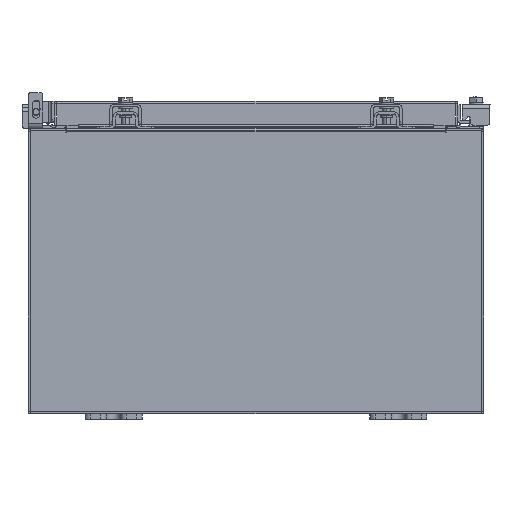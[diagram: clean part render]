
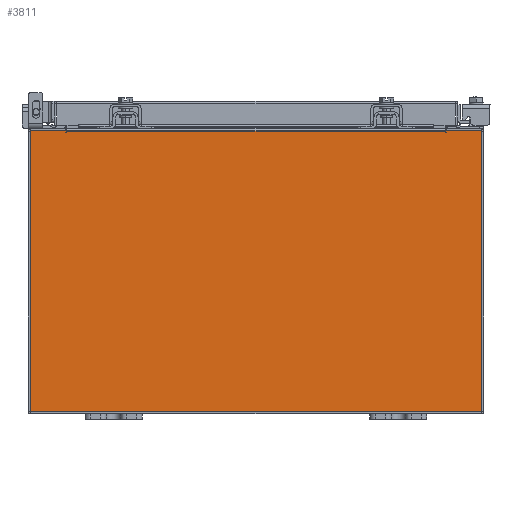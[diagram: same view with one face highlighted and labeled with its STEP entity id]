
A CAD part, front view. The second image highlights one B-rep face of the part: STEP entity #3811.
In plain terms, the highlighted face is planar.
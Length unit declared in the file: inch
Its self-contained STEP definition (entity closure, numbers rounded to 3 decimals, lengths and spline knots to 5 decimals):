
#386 = CARTESIAN_POINT ( 'NONE',  ( -6.6372, 0., 4.9123 ) ) ;
#401 = VERTEX_POINT ( 'NONE', #14988 ) ;
#652 = CARTESIAN_POINT ( 'NONE',  ( -6.67455, 0., 0. ) ) ;
#780 = CARTESIAN_POINT ( 'NONE',  ( -6.6372, 0., 0. ) ) ;
#1121 = EDGE_LOOP ( 'NONE', ( #14240, #17064, #11109, #12434, #5246, #20032, #22043, #17542, #12588, #6784, #18032, #19064 ) ) ;
#1325 = LINE ( 'NONE', #3921, #8959 ) ;
#1757 = VECTOR ( 'NONE', #17258, 39.37008 ) ;
#1784 = CARTESIAN_POINT ( 'NONE',  ( -6.6372, 0., 4.9123 ) ) ;
#1903 = VERTEX_POINT ( 'NONE', #1784 ) ;
#1920 = LINE ( 'NONE', #780, #10615 ) ;
#2267 = LINE ( 'NONE', #10069, #16148 ) ;
#2479 = DIRECTION ( 'NONE',  ( 0., 1., 0. ) ) ;
#2768 = LINE ( 'NONE', #652, #6291 ) ;
#2949 = VECTOR ( 'NONE', #4504, 39.37008 ) ;
#3257 = LINE ( 'NONE', #7690, #16579 ) ;
#3811 = ADVANCED_FACE ( 'NONE', ( #6980 ), #10992, .F. ) ;
#3921 = CARTESIAN_POINT ( 'NONE',  ( 6.6372, 0., 0. ) ) ;
#4300 = CARTESIAN_POINT ( 'NONE',  ( -7.9253, 0., 4.9253 ) ) ;
#4471 = DIRECTION ( 'NONE',  ( 0., 1., 0. ) ) ;
#4504 = DIRECTION ( 'NONE',  ( 1., 0., 0. ) ) ;
#5190 = VERTEX_POINT ( 'NONE', #21370 ) ;
#5246 = ORIENTED_EDGE ( 'NONE', *, *, #19495, .F. ) ;
#5251 = EDGE_CURVE ( 'NONE', #7757, #10380, #12457, .T. ) ;
#5621 = VERTEX_POINT ( 'NONE', #19300 ) ;
#6032 = VERTEX_POINT ( 'NONE', #6116 ) ;
#6116 = CARTESIAN_POINT ( 'NONE',  ( 6.6372, 0., 4.87495 ) ) ;
#6291 = VECTOR ( 'NONE', #7551, 39.37008 ) ;
#6362 = LINE ( 'NONE', #386, #14531 ) ;
#6784 = ORIENTED_EDGE ( 'NONE', *, *, #9424, .T. ) ;
#6980 = FACE_OUTER_BOUND ( 'NONE', #1121, .T. ) ;
#7000 = VERTEX_POINT ( 'NONE', #19370 ) ;
#7517 = EDGE_CURVE ( 'NONE', #10380, #5190, #11548, .T. ) ;
#7551 = DIRECTION ( 'NONE',  ( 0., 0., 1. ) ) ;
#7690 = CARTESIAN_POINT ( 'NONE',  ( -7.9253, 0., 4.9253 ) ) ;
#7757 = VERTEX_POINT ( 'NONE', #12755 ) ;
#8583 = VERTEX_POINT ( 'NONE', #4300 ) ;
#8638 = LINE ( 'NONE', #20063, #2949 ) ;
#8729 = VECTOR ( 'NONE', #11353, 39.37008 ) ;
#8959 = VECTOR ( 'NONE', #10873, 39.37008 ) ;
#8987 = EDGE_CURVE ( 'NONE', #1903, #7000, #6362, .T. ) ;
#9424 = EDGE_CURVE ( 'NONE', #5190, #12625, #2267, .T. ) ;
#9709 = EDGE_CURVE ( 'NONE', #401, #14726, #16957, .T. ) ;
#10069 = CARTESIAN_POINT ( 'NONE',  ( -7.9253, 0., -4.9253 ) ) ;
#10380 = VERTEX_POINT ( 'NONE', #21325 ) ;
#10448 = EDGE_CURVE ( 'NONE', #14726, #15151, #2768, .T. ) ;
#10571 = EDGE_CURVE ( 'NONE', #7757, #5621, #13377, .T. ) ;
#10615 = VECTOR ( 'NONE', #21626, 39.37008 ) ;
#10873 = DIRECTION ( 'NONE',  ( 0., 0., 1. ) ) ;
#10912 = DIRECTION ( 'NONE',  ( 0., 0., -1. ) ) ;
#10973 = DIRECTION ( 'NONE',  ( 0., -1., 0. ) ) ;
#10992 = PLANE ( 'NONE',  #18327 ) ;
#11109 = ORIENTED_EDGE ( 'NONE', *, *, #18329, .F. ) ;
#11136 = CARTESIAN_POINT ( 'NONE',  ( 0., 0., 0. ) ) ;
#11353 = DIRECTION ( 'NONE',  ( 0., 0., -1. ) ) ;
#11548 = LINE ( 'NONE', #17175, #1757 ) ;
#11853 = DIRECTION ( 'NONE',  ( -1., 0., 0. ) ) ;
#12434 = ORIENTED_EDGE ( 'NONE', *, *, #8987, .T. ) ;
#12457 = LINE ( 'NONE', #14608, #21157 ) ;
#12588 = ORIENTED_EDGE ( 'NONE', *, *, #7517, .T. ) ;
#12625 = VERTEX_POINT ( 'NONE', #19818 ) ;
#12746 = CARTESIAN_POINT ( 'NONE',  ( -6.67455, 0., 4.9253 ) ) ;
#12755 = CARTESIAN_POINT ( 'NONE',  ( 6.67455, 0., 4.9253 ) ) ;
#12841 = CARTESIAN_POINT ( 'NONE',  ( -6.67455, 0., 4.87495 ) ) ;
#12919 = CARTESIAN_POINT ( 'NONE',  ( -6.65588, 0., 4.87495 ) ) ;
#13377 = LINE ( 'NONE', #18285, #8729 ) ;
#14240 = ORIENTED_EDGE ( 'NONE', *, *, #10448, .F. ) ;
#14296 = DIRECTION ( 'NONE',  ( 1., 0., 0. ) ) ;
#14531 = VECTOR ( 'NONE', #14296, 39.37008 ) ;
#14608 = CARTESIAN_POINT ( 'NONE',  ( -7.9253, 0., 4.9253 ) ) ;
#14653 = DIRECTION ( 'NONE',  ( 0., 0., -1. ) ) ;
#14726 = VERTEX_POINT ( 'NONE', #12841 ) ;
#14731 = AXIS2_PLACEMENT_3D ( 'NONE', #12919, #2479, #14653 ) ;
#14876 = CARTESIAN_POINT ( 'NONE',  ( 6.65587, 0., 4.87495 ) ) ;
#14988 = CARTESIAN_POINT ( 'NONE',  ( -6.6372, 0., 4.87495 ) ) ;
#15151 = VERTEX_POINT ( 'NONE', #12746 ) ;
#15719 = CIRCLE ( 'NONE', #20514, 0.01868 ) ;
#16148 = VECTOR ( 'NONE', #11853, 39.37008 ) ;
#16579 = VECTOR ( 'NONE', #21615, 39.37008 ) ;
#16612 = DIRECTION ( 'NONE',  ( 0., 0., -1. ) ) ;
#16957 = CIRCLE ( 'NONE', #14731, 0.01868 ) ;
#17064 = ORIENTED_EDGE ( 'NONE', *, *, #9709, .F. ) ;
#17175 = CARTESIAN_POINT ( 'NONE',  ( 7.9253, 0., 4.9253 ) ) ;
#17258 = DIRECTION ( 'NONE',  ( 0., 0., -1. ) ) ;
#17542 = ORIENTED_EDGE ( 'NONE', *, *, #5251, .T. ) ;
#18032 = ORIENTED_EDGE ( 'NONE', *, *, #19612, .T. ) ;
#18285 = CARTESIAN_POINT ( 'NONE',  ( 6.67455, 0., 0. ) ) ;
#18327 = AXIS2_PLACEMENT_3D ( 'NONE', #11136, #10973, #10912 ) ;
#18329 = EDGE_CURVE ( 'NONE', #1903, #401, #1920, .T. ) ;
#19064 = ORIENTED_EDGE ( 'NONE', *, *, #20381, .T. ) ;
#19300 = CARTESIAN_POINT ( 'NONE',  ( 6.67455, 0., 4.87495 ) ) ;
#19370 = CARTESIAN_POINT ( 'NONE',  ( 6.6372, 0., 4.9123 ) ) ;
#19495 = EDGE_CURVE ( 'NONE', #6032, #7000, #1325, .T. ) ;
#19612 = EDGE_CURVE ( 'NONE', #12625, #8583, #3257, .T. ) ;
#19818 = CARTESIAN_POINT ( 'NONE',  ( -7.9253, 0., -4.9253 ) ) ;
#20032 = ORIENTED_EDGE ( 'NONE', *, *, #21088, .F. ) ;
#20063 = CARTESIAN_POINT ( 'NONE',  ( -7.9253, 0., 4.9253 ) ) ;
#20381 = EDGE_CURVE ( 'NONE', #8583, #15151, #8638, .T. ) ;
#20514 = AXIS2_PLACEMENT_3D ( 'NONE', #14876, #4471, #16612 ) ;
#21088 = EDGE_CURVE ( 'NONE', #5621, #6032, #15719, .T. ) ;
#21157 = VECTOR ( 'NONE', #21508, 39.37008 ) ;
#21325 = CARTESIAN_POINT ( 'NONE',  ( 7.9253, 0., 4.9253 ) ) ;
#21370 = CARTESIAN_POINT ( 'NONE',  ( 7.9253, 0., -4.9253 ) ) ;
#21508 = DIRECTION ( 'NONE',  ( 1., 0., 0. ) ) ;
#21615 = DIRECTION ( 'NONE',  ( 0., 0., 1. ) ) ;
#21626 = DIRECTION ( 'NONE',  ( 0., 0., -1. ) ) ;
#22043 = ORIENTED_EDGE ( 'NONE', *, *, #10571, .F. ) ;
